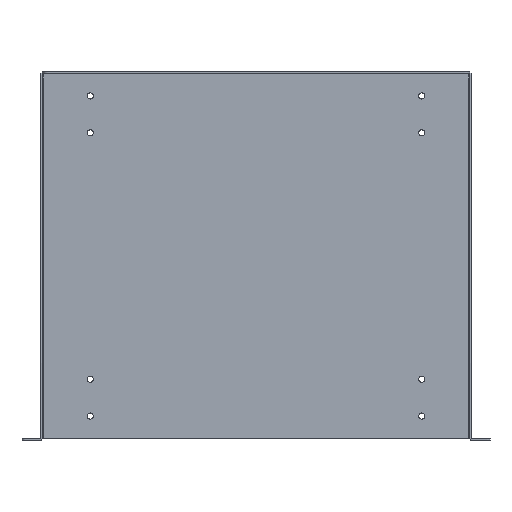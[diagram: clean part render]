
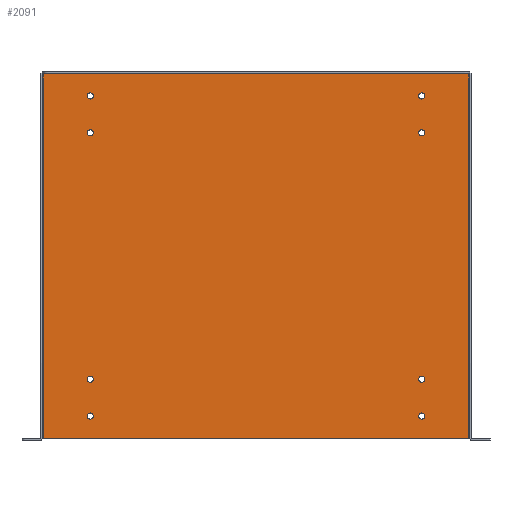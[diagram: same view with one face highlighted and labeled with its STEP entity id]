
A CAD part, top view. The second image highlights one B-rep face of the part: STEP entity #2091.
In plain terms, the highlighted planar face has unit normal (0, 0, 1).
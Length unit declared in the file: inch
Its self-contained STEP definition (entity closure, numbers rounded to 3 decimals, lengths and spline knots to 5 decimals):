
#57 = DIRECTION ( 'NONE',  ( 1., 0., 0. ) ) ;
#66 = CIRCLE ( 'NONE', #1802, 0.125 ) ;
#111 = AXIS2_PLACEMENT_3D ( 'NONE', #2902, #824, #2016 ) ;
#128 = AXIS2_PLACEMENT_3D ( 'NONE', #1308, #1836, #402 ) ;
#140 = CARTESIAN_POINT ( 'NONE',  ( -8.642, 7.356, 0.072 ) ) ;
#144 = CARTESIAN_POINT ( 'NONE',  ( -6.609, -5.036, 0.072 ) ) ;
#145 = DIRECTION ( 'NONE',  ( 0., 1., 0. ) ) ;
#174 = AXIS2_PLACEMENT_3D ( 'NONE', #2034, #1582, #2312 ) ;
#221 = LINE ( 'NONE', #1901, #2971 ) ;
#239 = ORIENTED_EDGE ( 'NONE', *, *, #1448, .F. ) ;
#312 = EDGE_CURVE ( 'NONE', #1818, #1818, #2280, .T. ) ;
#316 = AXIS2_PLACEMENT_3D ( 'NONE', #2212, #372, #624 ) ;
#328 = AXIS2_PLACEMENT_3D ( 'NONE', #2809, #695, #498 ) ;
#357 = ORIENTED_EDGE ( 'NONE', *, *, #941, .F. ) ;
#363 = EDGE_CURVE ( 'NONE', #2481, #2481, #3017, .T. ) ;
#372 = DIRECTION ( 'NONE',  ( 0., 0., -1. ) ) ;
#373 = PLANE ( 'NONE',  #128 ) ;
#402 = DIRECTION ( 'NONE',  ( -1., 0., 0. ) ) ;
#438 = CARTESIAN_POINT ( 'NONE',  ( 8.642, -7.464, 0.072 ) ) ;
#442 = ORIENTED_EDGE ( 'NONE', *, *, #1684, .T. ) ;
#453 = CARTESIAN_POINT ( 'NONE',  ( -8.642, -7.464, 0.072 ) ) ;
#462 = VECTOR ( 'NONE', #145, 39.37008 ) ;
#491 = DIRECTION ( 'NONE',  ( 1., 0., 0. ) ) ;
#498 = DIRECTION ( 'NONE',  ( 1., 0., 0. ) ) ;
#568 = ORIENTED_EDGE ( 'NONE', *, *, #2507, .T. ) ;
#572 = VERTEX_POINT ( 'NONE', #453 ) ;
#585 = VERTEX_POINT ( 'NONE', #1799 ) ;
#609 = FACE_BOUND ( 'NONE', #2556, .T. ) ;
#616 = CARTESIAN_POINT ( 'NONE',  ( 6.859, -5.036, 0.072 ) ) ;
#624 = DIRECTION ( 'NONE',  ( 1., 0., 0. ) ) ;
#633 = LINE ( 'NONE', #1603, #1938 ) ;
#635 = VERTEX_POINT ( 'NONE', #1574 ) ;
#687 = ORIENTED_EDGE ( 'NONE', *, *, #1783, .T. ) ;
#695 = DIRECTION ( 'NONE',  ( 0., 0., -1. ) ) ;
#802 = CIRCLE ( 'NONE', #1596, 0.125 ) ;
#824 = DIRECTION ( 'NONE',  ( 0., 0., -1. ) ) ;
#835 = CARTESIAN_POINT ( 'NONE',  ( 6.859, 4.964, 0.072 ) ) ;
#840 = FACE_BOUND ( 'NONE', #1244, .T. ) ;
#851 = VERTEX_POINT ( 'NONE', #871 ) ;
#870 = CIRCLE ( 'NONE', #328, 0.125 ) ;
#871 = CARTESIAN_POINT ( 'NONE',  ( -6.609, -6.536, 0.072 ) ) ;
#878 = FACE_BOUND ( 'NONE', #2702, .T. ) ;
#884 = VERTEX_POINT ( 'NONE', #1587 ) ;
#941 = EDGE_CURVE ( 'NONE', #2009, #2450, #633, .T. ) ;
#1122 = CARTESIAN_POINT ( 'NONE',  ( -8.642, 7.464, 0.072 ) ) ;
#1132 = EDGE_LOOP ( 'NONE', ( #239, #2570, #2230, #357 ) ) ;
#1173 = DIRECTION ( 'NONE',  ( 1., 0., 0. ) ) ;
#1177 = EDGE_LOOP ( 'NONE', ( #2337 ) ) ;
#1203 = DIRECTION ( 'NONE',  ( 1., 0., 0. ) ) ;
#1232 = EDGE_LOOP ( 'NONE', ( #568 ) ) ;
#1233 = LINE ( 'NONE', #1764, #2529 ) ;
#1244 = EDGE_LOOP ( 'NONE', ( #687 ) ) ;
#1296 = VERTEX_POINT ( 'NONE', #2978 ) ;
#1297 = DIRECTION ( 'NONE',  ( 0., 0., -1. ) ) ;
#1308 = CARTESIAN_POINT ( 'NONE',  ( -8.75, 7.464, 0.072 ) ) ;
#1328 = CARTESIAN_POINT ( 'NONE',  ( -6.734, 4.964, 0.072 ) ) ;
#1385 = CARTESIAN_POINT ( 'NONE',  ( -6.734, 6.464, 0.072 ) ) ;
#1417 = DIRECTION ( 'NONE',  ( 0., 0., -1. ) ) ;
#1432 = DIRECTION ( 'NONE',  ( 0., 0., -1. ) ) ;
#1448 = EDGE_CURVE ( 'NONE', #1657, #2009, #221, .T. ) ;
#1498 = ORIENTED_EDGE ( 'NONE', *, *, #2320, .T. ) ;
#1533 = FACE_OUTER_BOUND ( 'NONE', #1132, .T. ) ;
#1541 = CARTESIAN_POINT ( 'NONE',  ( 6.734, 6.464, 0.072 ) ) ;
#1550 = FACE_BOUND ( 'NONE', #2004, .T. ) ;
#1562 = EDGE_CURVE ( 'NONE', #572, #2450, #1233, .T. ) ;
#1574 = CARTESIAN_POINT ( 'NONE',  ( -6.609, 6.464, 0.072 ) ) ;
#1575 = DIRECTION ( 'NONE',  ( 1., 0., 0. ) ) ;
#1579 = FACE_BOUND ( 'NONE', #1232, .T. ) ;
#1582 = DIRECTION ( 'NONE',  ( 0., 0., -1. ) ) ;
#1587 = CARTESIAN_POINT ( 'NONE',  ( -6.609, 4.964, 0.072 ) ) ;
#1596 = AXIS2_PLACEMENT_3D ( 'NONE', #1541, #1297, #1575 ) ;
#1603 = CARTESIAN_POINT ( 'NONE',  ( 8.642, 7.464, 0.072 ) ) ;
#1622 = EDGE_CURVE ( 'NONE', #2498, #2498, #1943, .T. ) ;
#1657 = VERTEX_POINT ( 'NONE', #140 ) ;
#1665 = EDGE_LOOP ( 'NONE', ( #1815 ) ) ;
#1684 = EDGE_CURVE ( 'NONE', #884, #884, #2195, .T. ) ;
#1725 = ORIENTED_EDGE ( 'NONE', *, *, #2241, .T. ) ;
#1731 = CARTESIAN_POINT ( 'NONE',  ( 8.642, 7.356, 0.072 ) ) ;
#1764 = CARTESIAN_POINT ( 'NONE',  ( -8.75, -7.464, 0.072 ) ) ;
#1769 = LINE ( 'NONE', #1122, #462 ) ;
#1783 = EDGE_CURVE ( 'NONE', #1296, #1296, #870, .T. ) ;
#1789 = FACE_BOUND ( 'NONE', #1665, .T. ) ;
#1799 = CARTESIAN_POINT ( 'NONE',  ( 6.859, 6.464, 0.072 ) ) ;
#1802 = AXIS2_PLACEMENT_3D ( 'NONE', #2609, #1432, #57 ) ;
#1815 = ORIENTED_EDGE ( 'NONE', *, *, #312, .T. ) ;
#1818 = VERTEX_POINT ( 'NONE', #144 ) ;
#1836 = DIRECTION ( 'NONE',  ( 0., 0., -1. ) ) ;
#1901 = CARTESIAN_POINT ( 'NONE',  ( -8.75, 7.356, 0.072 ) ) ;
#1938 = VECTOR ( 'NONE', #2524, 39.37008 ) ;
#1943 = CIRCLE ( 'NONE', #174, 0.125 ) ;
#2003 = FACE_BOUND ( 'NONE', #2343, .T. ) ;
#2004 = EDGE_LOOP ( 'NONE', ( #442 ) ) ;
#2009 = VERTEX_POINT ( 'NONE', #1731 ) ;
#2016 = DIRECTION ( 'NONE',  ( 1., 0., 0. ) ) ;
#2034 = CARTESIAN_POINT ( 'NONE',  ( 6.734, -5.036, 0.072 ) ) ;
#2044 = CIRCLE ( 'NONE', #2379, 0.125 ) ;
#2091 = ADVANCED_FACE ( 'NONE', ( #1533, #1789, #2297, #609, #1550, #1579, #878, #840, #2003 ), #373, .F. ) ;
#2190 = EDGE_CURVE ( 'NONE', #572, #1657, #1769, .T. ) ;
#2195 = CIRCLE ( 'NONE', #3029, 0.125 ) ;
#2212 = CARTESIAN_POINT ( 'NONE',  ( -6.734, -5.036, 0.072 ) ) ;
#2230 = ORIENTED_EDGE ( 'NONE', *, *, #1562, .T. ) ;
#2241 = EDGE_CURVE ( 'NONE', #585, #585, #802, .T. ) ;
#2280 = CIRCLE ( 'NONE', #316, 0.125 ) ;
#2297 = FACE_BOUND ( 'NONE', #1177, .T. ) ;
#2312 = DIRECTION ( 'NONE',  ( 1., 0., 0. ) ) ;
#2320 = EDGE_CURVE ( 'NONE', #635, #635, #2044, .T. ) ;
#2337 = ORIENTED_EDGE ( 'NONE', *, *, #363, .T. ) ;
#2343 = EDGE_LOOP ( 'NONE', ( #1725 ) ) ;
#2379 = AXIS2_PLACEMENT_3D ( 'NONE', #1385, #1417, #1173 ) ;
#2450 = VERTEX_POINT ( 'NONE', #438 ) ;
#2475 = DIRECTION ( 'NONE',  ( 1., 0., 0. ) ) ;
#2481 = VERTEX_POINT ( 'NONE', #835 ) ;
#2498 = VERTEX_POINT ( 'NONE', #616 ) ;
#2507 = EDGE_CURVE ( 'NONE', #851, #851, #66, .T. ) ;
#2524 = DIRECTION ( 'NONE',  ( 0., -1., 0. ) ) ;
#2529 = VECTOR ( 'NONE', #491, 39.37008 ) ;
#2531 = ORIENTED_EDGE ( 'NONE', *, *, #1622, .T. ) ;
#2556 = EDGE_LOOP ( 'NONE', ( #2531 ) ) ;
#2570 = ORIENTED_EDGE ( 'NONE', *, *, #2190, .F. ) ;
#2609 = CARTESIAN_POINT ( 'NONE',  ( -6.734, -6.536, 0.072 ) ) ;
#2702 = EDGE_LOOP ( 'NONE', ( #1498 ) ) ;
#2765 = DIRECTION ( 'NONE',  ( 0., 0., -1. ) ) ;
#2809 = CARTESIAN_POINT ( 'NONE',  ( 6.734, -6.536, 0.072 ) ) ;
#2902 = CARTESIAN_POINT ( 'NONE',  ( 6.734, 4.964, 0.072 ) ) ;
#2971 = VECTOR ( 'NONE', #1203, 39.37008 ) ;
#2978 = CARTESIAN_POINT ( 'NONE',  ( 6.859, -6.536, 0.072 ) ) ;
#3017 = CIRCLE ( 'NONE', #111, 0.125 ) ;
#3029 = AXIS2_PLACEMENT_3D ( 'NONE', #1328, #2765, #2475 ) ;
